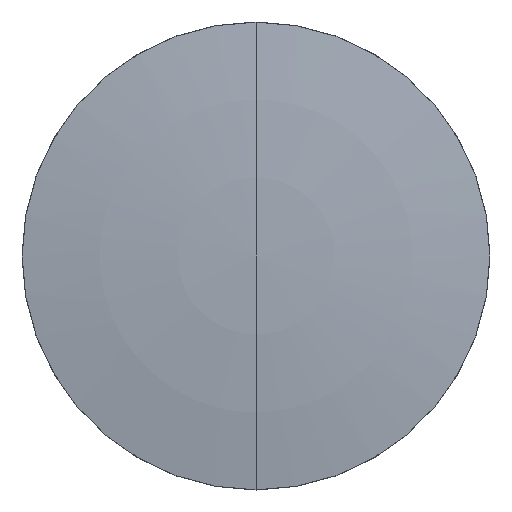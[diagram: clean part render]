
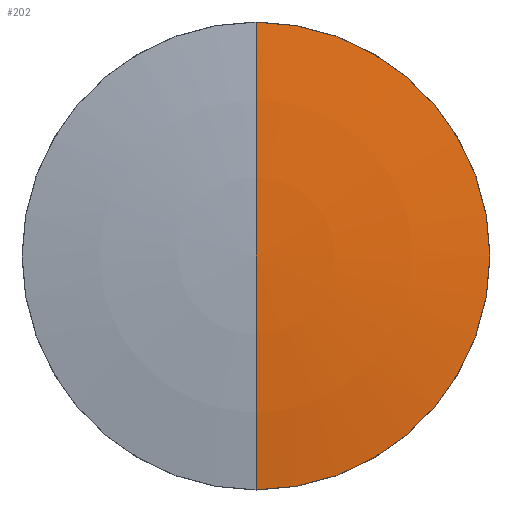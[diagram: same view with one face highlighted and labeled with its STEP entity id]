
A CAD part, left-side view. The second image highlights one B-rep face of the part: STEP entity #202.
In plain terms, the highlighted toroidal (fillet/blend) face has major radius 0.004 mm and minor radius 85.364 mm.
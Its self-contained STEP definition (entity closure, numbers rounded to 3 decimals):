
#21 = DIRECTION ( 'NONE',  ( 0., 0., -1. ) ) ;
#22 = CARTESIAN_POINT ( 'NONE',  ( 169.9, 48.632, 0. ) ) ;
#23 = DIRECTION ( 'NONE',  ( 0., 0., 1. ) ) ;
#24 = ORIENTED_EDGE ( 'NONE', *, *, #93, .T. ) ;
#34 = VERTEX_POINT ( 'NONE', #223 ) ;
#36 = VERTEX_POINT ( 'NONE', #150 ) ;
#46 = FACE_OUTER_BOUND ( 'NONE', #258, .T. ) ;
#50 = DIRECTION ( 'NONE',  ( -1., 0., 0. ) ) ;
#62 = CIRCLE ( 'NONE', #170, 12.696 ) ;
#76 = CARTESIAN_POINT ( 'NONE',  ( 169.9, 48.632, -0.004 ) ) ;
#93 = EDGE_CURVE ( 'NONE', #198, #36, #290, .T. ) ;
#115 = AXIS2_PLACEMENT_3D ( 'NONE', #230, #121, #23 ) ;
#121 = DIRECTION ( 'NONE',  ( 0., 1., 0. ) ) ;
#122 = CARTESIAN_POINT ( 'NONE',  ( 85.487, 48.632, 0. ) ) ;
#128 = DIRECTION ( 'NONE',  ( 0., 0., 1. ) ) ;
#149 = TOROIDAL_SURFACE ( 'NONE', #314, -0.004, 85.364 ) ;
#150 = CARTESIAN_POINT ( 'NONE',  ( 84.537, 48.632, 0. ) ) ;
#156 = CARTESIAN_POINT ( 'NONE',  ( 85.487, 48.632, 12.696 ) ) ;
#170 = AXIS2_PLACEMENT_3D ( 'NONE', #122, #50, #128 ) ;
#172 = EDGE_CURVE ( 'NONE', #34, #36, #218, .T. ) ;
#186 = ORIENTED_EDGE ( 'NONE', *, *, #189, .T. ) ;
#189 = EDGE_CURVE ( 'NONE', #34, #198, #62, .T. ) ;
#198 = VERTEX_POINT ( 'NONE', #156 ) ;
#202 = ADVANCED_FACE ( 'NONE', ( #46 ), #149, .T. ) ;
#211 = ORIENTED_EDGE ( 'NONE', *, *, #172, .F. ) ;
#218 = CIRCLE ( 'NONE', #115, 85.364 ) ;
#223 = CARTESIAN_POINT ( 'NONE',  ( 85.487, 48.632, -12.696 ) ) ;
#230 = CARTESIAN_POINT ( 'NONE',  ( 169.9, 48.632, 0.004 ) ) ;
#247 = DIRECTION ( 'NONE',  ( 0., -1., 0. ) ) ;
#252 = DIRECTION ( 'NONE',  ( 0., 0., 1. ) ) ;
#258 = EDGE_LOOP ( 'NONE', ( #211, #186, #24 ) ) ;
#290 = CIRCLE ( 'NONE', #295, 85.364 ) ;
#295 = AXIS2_PLACEMENT_3D ( 'NONE', #76, #247, #21 ) ;
#304 = DIRECTION ( 'NONE',  ( -1., 0., 0. ) ) ;
#314 = AXIS2_PLACEMENT_3D ( 'NONE', #22, #304, #252 ) ;
